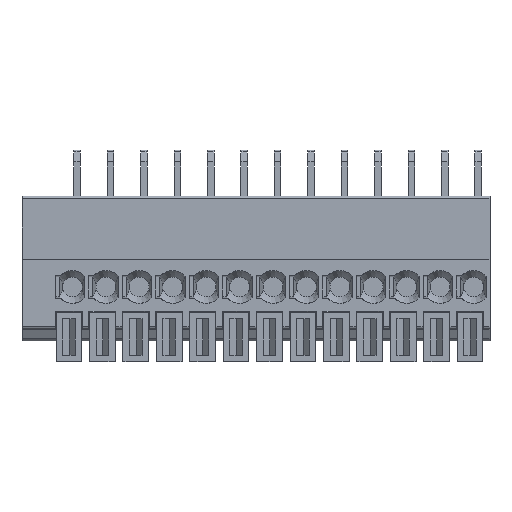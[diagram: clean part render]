
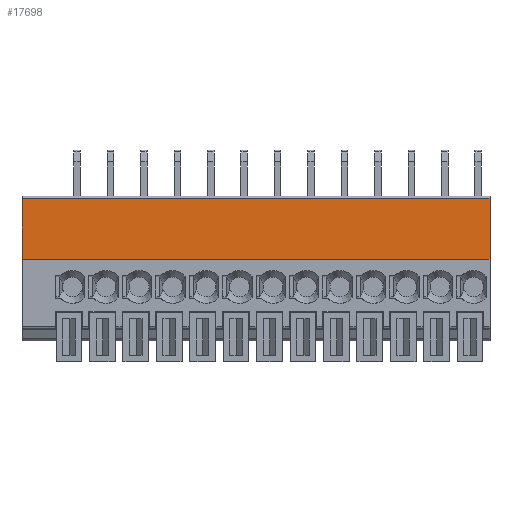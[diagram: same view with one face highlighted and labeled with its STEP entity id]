
A CAD part, left-side view. The second image highlights one B-rep face of the part: STEP entity #17698.
In plain terms, the highlighted planar face has unit normal (-1, 0, 0).
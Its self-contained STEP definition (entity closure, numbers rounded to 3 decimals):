
#2392=DIRECTION('',(0.,0.,1.));
#2393=VECTOR('',#2392,4.6);
#2394=CARTESIAN_POINT('',(-13.5,-30.48,-4.8));
#2395=LINE('',#2394,#2393);
#3208=DIRECTION('',(0.,0.,1.));
#3209=VECTOR('',#3208,4.6);
#3210=CARTESIAN_POINT('',(-13.5,5.08,-4.8));
#3211=LINE('',#3210,#3209);
#3665=DIRECTION('',(0.,1.,0.));
#3666=VECTOR('',#3665,35.56);
#3667=CARTESIAN_POINT('',(-13.5,-30.48,-0.2));
#3668=LINE('',#3667,#3666);
#3669=DIRECTION('',(0.,1.,0.));
#3670=VECTOR('',#3669,35.56);
#3671=CARTESIAN_POINT('',(-13.5,-30.48,-4.8));
#3672=LINE('',#3671,#3670);
#9970=CARTESIAN_POINT('',(-13.5,5.08,-4.8));
#9971=VERTEX_POINT('',#9970);
#9972=CARTESIAN_POINT('',(-13.5,5.08,-0.2));
#9973=VERTEX_POINT('',#9972);
#12025=CARTESIAN_POINT('',(-13.5,-30.48,-4.8));
#12027=VERTEX_POINT('',#12025);
#12028=CARTESIAN_POINT('',(-13.5,-30.48,-0.2));
#12029=VERTEX_POINT('',#12028);
#17686=CARTESIAN_POINT('',(-13.5,0.,-4.8));
#17687=DIRECTION('',(-1.,0.,0.));
#17688=DIRECTION('',(0.,0.,1.));
#17689=AXIS2_PLACEMENT_3D('',#17686,#17687,#17688);
#17690=PLANE('',#17689);
#17691=ORIENTED_EDGE('',*,*,#17680,.F.);
#17692=ORIENTED_EDGE('',*,*,#15674,.F.);
#17694=ORIENTED_EDGE('',*,*,#17693,.T.);
#17695=ORIENTED_EDGE('',*,*,#17069,.T.);
#17696=EDGE_LOOP('',(#17691,#17692,#17694,#17695));
#17697=FACE_OUTER_BOUND('',#17696,.F.);
#15674=EDGE_CURVE('',#12027,#12029,#2395,.T.);
#17069=EDGE_CURVE('',#9971,#9973,#3211,.T.);
#17680=EDGE_CURVE('',#12029,#9973,#3668,.T.);
#17693=EDGE_CURVE('',#12027,#9971,#3672,.T.);
#17698=ADVANCED_FACE('',(#17697),#17690,.T.);
